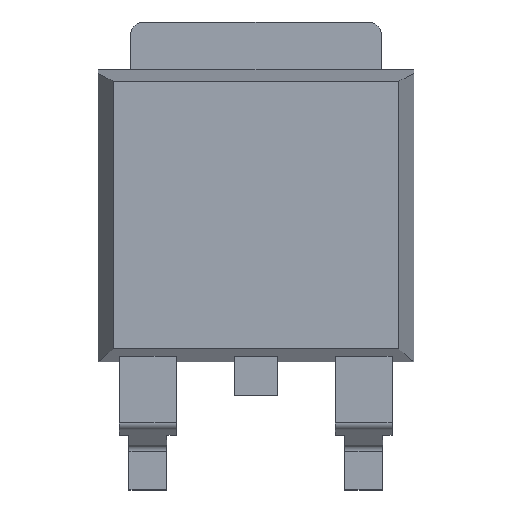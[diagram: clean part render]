
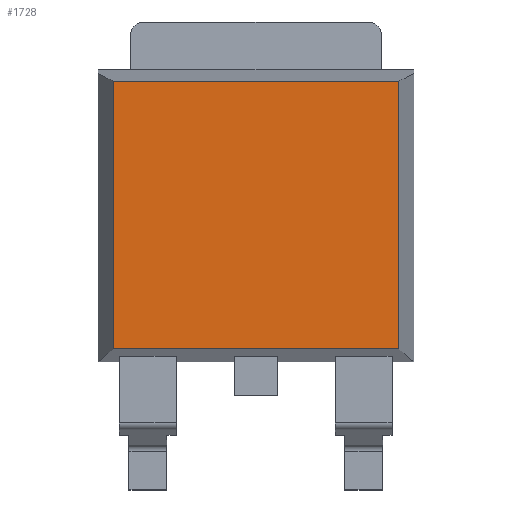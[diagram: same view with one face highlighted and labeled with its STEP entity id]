
A CAD part, top view. The second image highlights one B-rep face of the part: STEP entity #1728.
In plain terms, the highlighted planar face has unit normal (0, 0, 1).
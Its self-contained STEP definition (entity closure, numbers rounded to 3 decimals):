
#256=ORIENTED_EDGE('',*,*,#531,.F.);
#257=ORIENTED_EDGE('',*,*,#532,.T.);
#258=ORIENTED_EDGE('',*,*,#533,.T.);
#259=ORIENTED_EDGE('',*,*,#516,.F.);
#516=EDGE_CURVE('',#675,#676,#807,.T.);
#531=EDGE_CURVE('',#683,#675,#822,.T.);
#532=EDGE_CURVE('',#683,#684,#823,.T.);
#533=EDGE_CURVE('',#684,#676,#824,.T.);
#675=VERTEX_POINT('',#2373);
#676=VERTEX_POINT('',#2375);
#683=VERTEX_POINT('',#2404);
#684=VERTEX_POINT('',#2408);
#807=LINE('',#2374,#966);
#822=LINE('',#2405,#981);
#823=LINE('',#2407,#982);
#824=LINE('',#2409,#983);
#966=VECTOR('',#2008,1000.);
#981=VECTOR('',#2039,1000.);
#982=VECTOR('',#2042,1000.);
#983=VECTOR('',#2043,1000.);
#1086=EDGE_LOOP('',(#256,#257,#258,#259));
#1151=FACE_BOUND('',#1086,.T.);
#1210=PLANE('',#1812);
#1728=ADVANCED_FACE('',(#1151),#1210,.T.);
#1812=AXIS2_PLACEMENT_3D('',#2406,#2040,#2041);
#2008=DIRECTION('',(1.,0.,0.));
#2039=DIRECTION('',(0.,1.,0.));
#2040=DIRECTION('',(0.,0.,1.));
#2041=DIRECTION('',(1.,0.,0.));
#2042=DIRECTION('',(1.,0.,0.));
#2043=DIRECTION('',(0.,1.,0.));
#2373=CARTESIAN_POINT('',(-3.009,2.835,1.165));
#2374=CARTESIAN_POINT('',(-12.738,2.835,1.165));
#2375=CARTESIAN_POINT('',(3.009,2.835,1.165));
#2404=CARTESIAN_POINT('',(-3.009,-2.809,1.165));
#2405=CARTESIAN_POINT('',(-3.009,-12.451,1.165));
#2406=CARTESIAN_POINT('',(0.,0.,1.165));
#2407=CARTESIAN_POINT('',(-12.738,-2.809,1.165));
#2408=CARTESIAN_POINT('',(3.009,-2.809,1.165));
#2409=CARTESIAN_POINT('',(3.009,-12.451,1.165));
